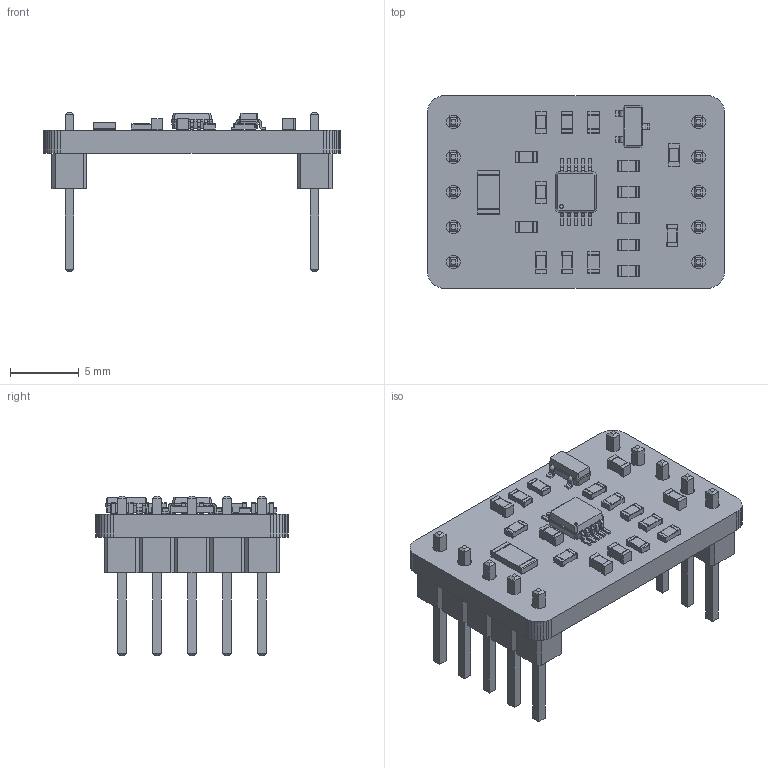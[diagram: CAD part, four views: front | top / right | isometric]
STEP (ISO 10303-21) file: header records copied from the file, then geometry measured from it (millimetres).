
FILE_DESCRIPTION(('KiCad electronic assembly'),'2;1');
FILE_NAME('INA381 Breakout.step','2024-01-07T20:01:03',('Pcbnew'),( 'Kicad'),'Open CASCADE STEP processor 7.7','KiCad to STEP converter' ,'Unknown');
FILE_SCHEMA(('AUTOMOTIVE_DESIGN { 1 0 10303 214 1 1 1 1 }'));
Length unit declared in the file: millimetre
Products named in the file (14): INA381 Breakout 1; R_0603_1608Metric; SOLID; C_0603_1608Metric; R_1206_3216Metric; VSSOP-10_3x3mm_P0.5mm; SOT-23; PinHeader_1x05_P2.54mm_Vertical; INA381 Breakout PCB
Assembly tree (28 placements, depth 3):
  INA381 Breakout 1
    R_0603_1608Metric  x10
      SOLID
    C_0603_1608Metric  x6
      SOLID
    R_1206_3216Metric
      SOLID
    VSSOP-10_3x3mm_P0.5mm
      SOLID
    SOT-23
      SOLID
    PinHeader_1x05_P2.54mm_Vertical  x2
      SOLID
    INA381 Breakout PCB
Bounding box: 21.59 x 13.97 x 11.54 mm (x, y, z)
Volume: 705.5 mm3; surface area: 1419.9 mm2
Topology: 22 solids, 22 shells, 1016 faces, 2587 edges, 1648 vertices
Faces by surface type: plane 732, cylinder 223, bspline 61
Full cylindrical faces by diameter (mm): 0.25 x1, 1 x10
Entity records: 36313 total; most frequent: CARTESIAN_POINT 6390, DIRECTION 4825, LINE 3407, VECTOR 3407, ORIENTED_EDGE 2638, PCURVE 2638, DEFINITIONAL_REPRESENTATION 2638, EDGE_CURVE 1319
